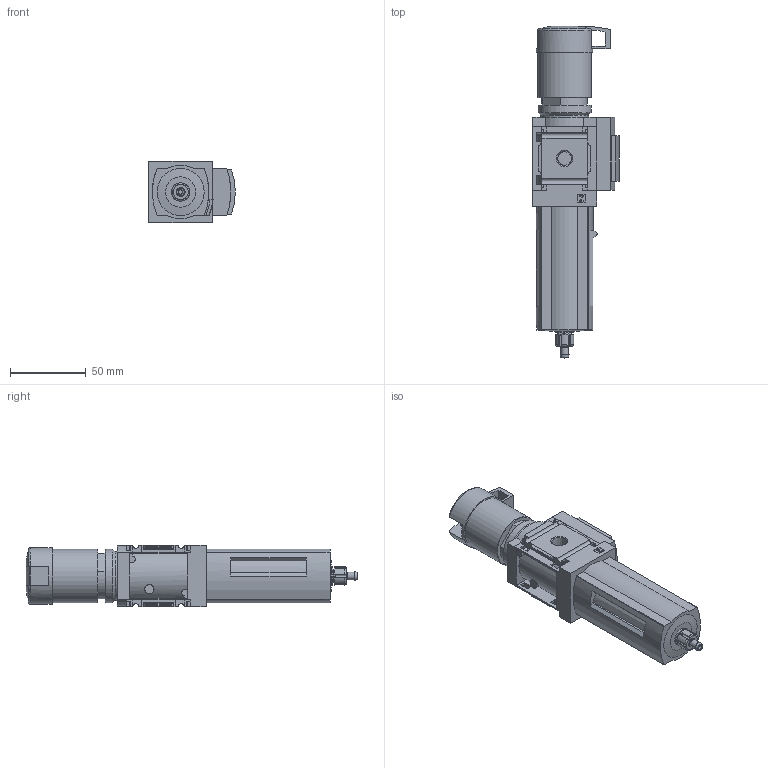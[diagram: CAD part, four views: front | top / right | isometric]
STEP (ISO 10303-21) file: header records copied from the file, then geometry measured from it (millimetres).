
FILE_DESCRIPTION(/* description */ ('STEP AP214'),/* implementation_level */ '2;1');
FILE_NAME(/* name */ '531232_MS4N-LFR-1_8-D6-CRM-AS-Z',/* time_stamp */ '2024-09-09T21:48:09+02:00',/* author */ ('License CC BY-ND 4.0'),/* organization */ ('CADENAS'),/* preprocessor_version */ 'ST-DEVELOPER v19.3',/* originating_system */ 'PARTsolutions',/* authorisation */ ' ');
FILE_SCHEMA (('AUTOMOTIVE_DESIGN {1 0 10303 214 3 1 1}'));
Length unit declared in the file: millimetre
Products named in the file (4): 531232 MS4N-LFR-1/8-D6-CRM-AS-Z; 527694 MS4N-LFR-1/8-D6-C-R-M-AS-Z-0D; 526489 MS4-LFR-M; 3343944 LRP-...-6
Assembly tree (3 placements, depth 2):
  531232 MS4N-LFR-1/8-D6-CRM-AS-Z
    527694 MS4N-LFR-1/8-D6-C-R-M-AS-Z-0D
    526489 MS4-LFR-M
    3343944 LRP-...-6
Bounding box: 57 x 218.5 x 40.2 mm (x, y, z)
Volume: 252169.8 mm3; surface area: 39691.5 mm2
Topology: 3 solids, 3 shells, 331 faces, 905 edges, 597 vertices
Faces by surface type: plane 227, cylinder 74, cone 17, torus 12, sphere 1
Full cylindrical faces by diameter (mm): 3 x1, 5 x1, 6.1 x1, 12 x2, 28.376 x1, 31.6 x1, 35 x1, 35.2 x1, 37.2 x1
Entity records: 12430 total; most frequent: CARTESIAN_POINT 1952, ORIENTED_EDGE 1756, DIRECTION 1729, EDGE_CURVE 878, LINE 623, VECTOR 623, VERTEX_POINT 594, AXIS2_PLACEMENT_3D 553
